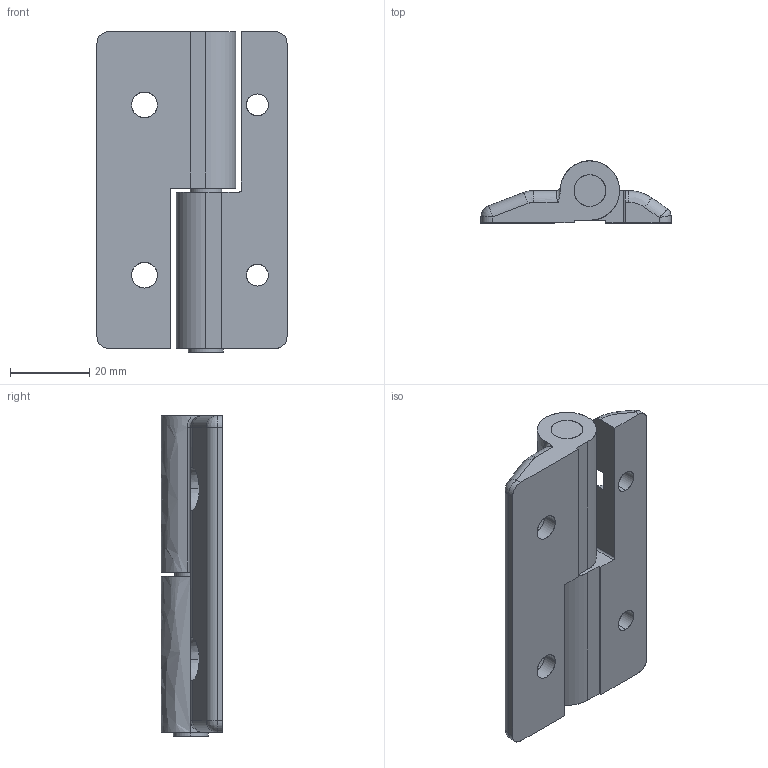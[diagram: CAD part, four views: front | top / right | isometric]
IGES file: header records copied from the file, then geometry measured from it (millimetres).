
Start section: SolidWorks IGES file using analytic representation for surfaces
Global section: file name: B-502-5-R.IGS,15; native system: HSolidWorks 2014; preprocessor: SolidWorks 2014; author: 1337yo; date: 170116.144125; units: millimetre
Bounding box: 48 x 15.6 x 81 mm (x, y, z)
Surface area: 15201.8 mm2 (no closed solid volume)
Topology: 0 solids, 0 shells, 93 faces, 1458 edges, 1456 vertices
Faces by surface type: revolution 57, bspline 36
